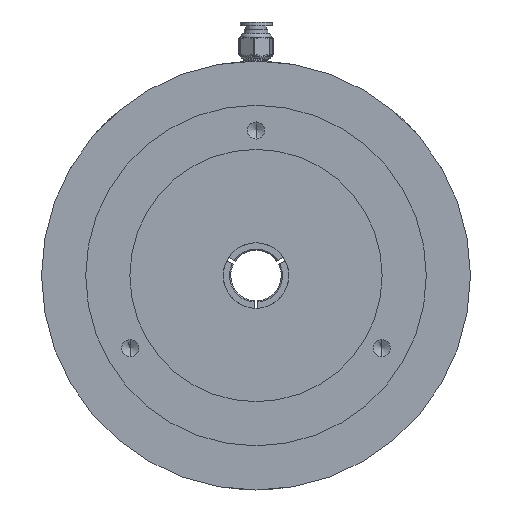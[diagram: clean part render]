
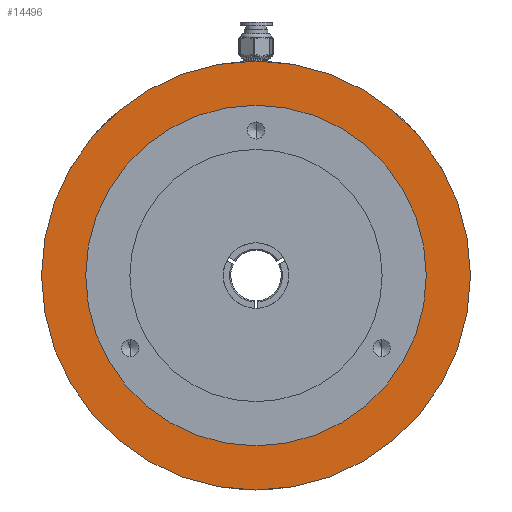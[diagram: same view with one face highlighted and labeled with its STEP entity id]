
A CAD part, front view. The second image highlights one B-rep face of the part: STEP entity #14496.
In plain terms, the highlighted planar face has unit normal (0, -1, 0).
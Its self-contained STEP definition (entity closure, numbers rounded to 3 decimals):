
#39 = VERTEX_POINT ( 'NONE', #15392 ) ;
#177 = DIRECTION ( 'NONE',  ( 0., -1., 0. ) ) ;
#219 = CARTESIAN_POINT ( 'NONE',  ( 81.961, 329.686, 337.197 ) ) ;
#648 = CARTESIAN_POINT ( 'NONE',  ( 81.961, 329.686, 269.697 ) ) ;
#1627 = CARTESIAN_POINT ( 'NONE',  ( 81.961, 329.686, 337.197 ) ) ;
#1643 = DIRECTION ( 'NONE',  ( -1., 0., 0. ) ) ;
#1905 = DIRECTION ( 'NONE',  ( 0., 1., 0. ) ) ;
#2051 = EDGE_LOOP ( 'NONE', ( #11840, #3520 ) ) ;
#2553 = ORIENTED_EDGE ( 'NONE', *, *, #14716, .F. ) ;
#2639 = AXIS2_PLACEMENT_3D ( 'NONE', #1627, #7104, #5948 ) ;
#2758 = CARTESIAN_POINT ( 'NONE',  ( 81.961, 329.686, 337.197 ) ) ;
#3100 = DIRECTION ( 'NONE',  ( 0., -1., 0. ) ) ;
#3182 = AXIS2_PLACEMENT_3D ( 'NONE', #12288, #177, #16346 ) ;
#3417 = PLANE ( 'NONE',  #11365 ) ;
#3520 = ORIENTED_EDGE ( 'NONE', *, *, #14168, .T. ) ;
#4755 = ORIENTED_EDGE ( 'NONE', *, *, #17309, .F. ) ;
#4810 = DIRECTION ( 'NONE',  ( 0., -1., 0. ) ) ;
#5213 = CIRCLE ( 'NONE', #15397, 67.5 ) ;
#5948 = DIRECTION ( 'NONE',  ( 0., 0., 1. ) ) ;
#6443 = CARTESIAN_POINT ( 'NONE',  ( 81.961, 329.686, 404.697 ) ) ;
#6575 = CIRCLE ( 'NONE', #2639, 67.5 ) ;
#6822 = VERTEX_POINT ( 'NONE', #648 ) ;
#7104 = DIRECTION ( 'NONE',  ( 0., -1., 0. ) ) ;
#7390 = FACE_OUTER_BOUND ( 'NONE', #2051, .T. ) ;
#7637 = DIRECTION ( 'NONE',  ( 0., 0., 1. ) ) ;
#8811 = CARTESIAN_POINT ( 'NONE',  ( -3.039, 329.686, 337.197 ) ) ;
#9516 = EDGE_LOOP ( 'NONE', ( #2553, #4755 ) ) ;
#9815 = FACE_BOUND ( 'NONE', #9516, .T. ) ;
#11356 = CIRCLE ( 'NONE', #15321, 85. ) ;
#11365 = AXIS2_PLACEMENT_3D ( 'NONE', #8811, #1905, #1643 ) ;
#11840 = ORIENTED_EDGE ( 'NONE', *, *, #14397, .T. ) ;
#12288 = CARTESIAN_POINT ( 'NONE',  ( 81.961, 329.686, 337.197 ) ) ;
#12411 = CARTESIAN_POINT ( 'NONE',  ( 81.961, 329.686, 252.197 ) ) ;
#12499 = DIRECTION ( 'NONE',  ( 0., 0., 1. ) ) ;
#14168 = EDGE_CURVE ( 'NONE', #14283, #39, #11356, .T. ) ;
#14283 = VERTEX_POINT ( 'NONE', #12411 ) ;
#14397 = EDGE_CURVE ( 'NONE', #39, #14283, #16203, .T. ) ;
#14496 = ADVANCED_FACE ( 'NONE', ( #9815, #7390 ), #3417, .F. ) ;
#14716 = EDGE_CURVE ( 'NONE', #15570, #6822, #6575, .T. ) ;
#15321 = AXIS2_PLACEMENT_3D ( 'NONE', #219, #3100, #12499 ) ;
#15392 = CARTESIAN_POINT ( 'NONE',  ( 81.961, 329.686, 422.197 ) ) ;
#15397 = AXIS2_PLACEMENT_3D ( 'NONE', #2758, #4810, #7637 ) ;
#15570 = VERTEX_POINT ( 'NONE', #6443 ) ;
#16203 = CIRCLE ( 'NONE', #3182, 85. ) ;
#16346 = DIRECTION ( 'NONE',  ( 0., 0., 1. ) ) ;
#17309 = EDGE_CURVE ( 'NONE', #6822, #15570, #5213, .T. ) ;
